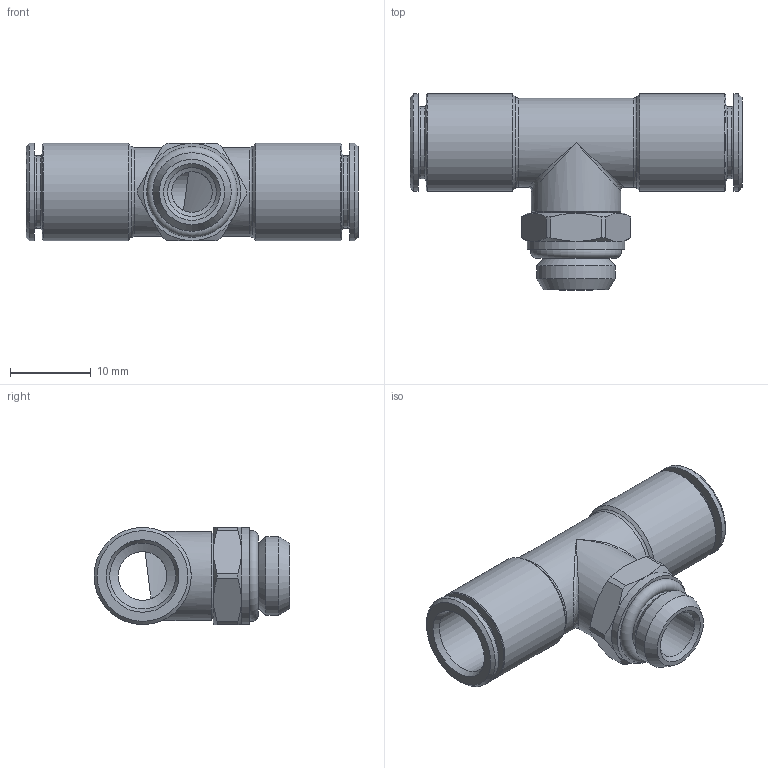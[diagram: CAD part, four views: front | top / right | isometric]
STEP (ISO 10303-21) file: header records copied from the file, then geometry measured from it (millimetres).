
FILE_DESCRIPTION(( 'MAL.21.08.18.stp' ), '1');
FILE_NAME( 'MAL.21.08.18.stp', '2021-02-19T16:28:18',( 'Sopra'),('sopra-pneumatic.com'), 'SwSTEP 2.0','SolidWorks 2009','' );
FILE_SCHEMA( ( 'AUTOMOTIVE_DESIGN { 1 0 10303 214 1 1 1 1 }' ) );
Length unit declared in the file: metre
Products named in the file (1): Rivoluzione3
Bounding box: 41 x 24.2 x 12 mm (x, y, z)
Volume: 3286.1 mm3; surface area: 3562.7 mm2
Topology: 1 solids, 1 shells, 69 faces, 156 edges, 92 vertices
Faces by surface type: cone 24, cylinder 22, plane 16, torus 5, bspline 2
Full cylindrical faces by diameter (mm): 5 x1, 6 x2, 7.9 x1, 8.15 x2, 8.9 x2, 9.7 x1, 11 x2, 12 x5
Entity records: 2688 total; most frequent: CARTESIAN_POINT 809, DIRECTION 278, ORIENTED_EDGE 210, AXIS2_PLACEMENT_3D 133, EDGE_LOOP 120, EDGE_CURVE 105, FACE_OUTER_BOUND 90, VERTEX_POINT 86
